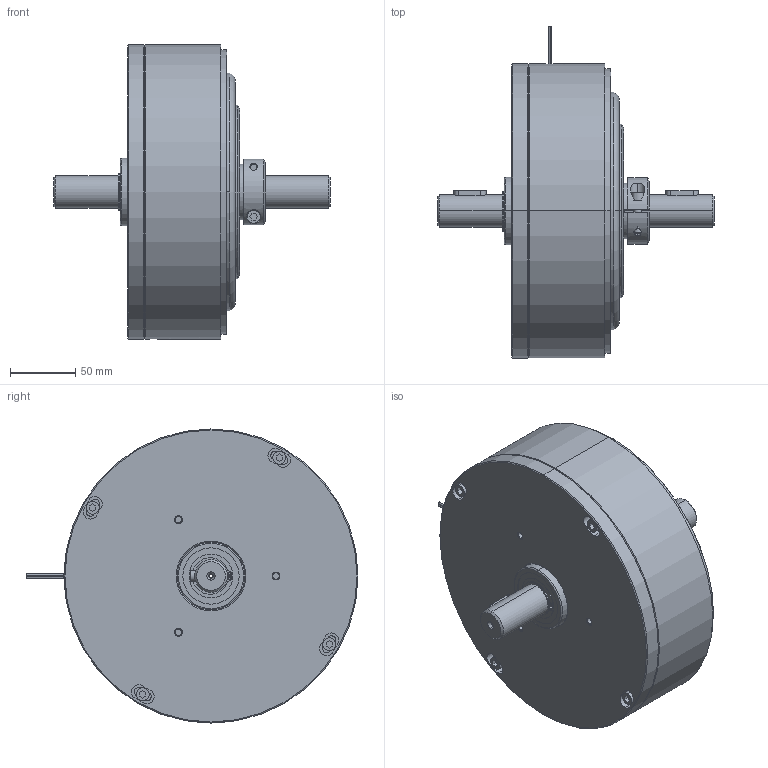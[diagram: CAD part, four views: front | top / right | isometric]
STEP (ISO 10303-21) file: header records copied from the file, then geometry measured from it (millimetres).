
FILE_DESCRIPTION (( 'STEP AP203' ), '1' );
FILE_NAME ('HB-1750M_G_EF.STEP', '2013-04-02T13:54:28', ( 'Jeff' ), ( '' ), 'SwSTEP 2.0', 'SolidWorks 2013', '' );
FILE_SCHEMA (( 'CONFIG_CONTROL_DESIGN' ));
Length unit declared in the file: inch
Products named in the file (1): HB-1750M_G_EF
Bounding box: 212.98 x 255.27 x 226.06 mm (x, y, z)
Surface area: 212660.2 mm2 (no closed solid volume)
Topology: 0 solids, 20 shells, 371 faces, 1272 edges, 936 vertices
Faces by surface type: cylinder 199, plane 84, cone 82, torus 6
Entity records: 14823 total; most frequent: CARTESIAN_POINT 3912, DIRECTION 2349, ORIENTED_EDGE 1994, EDGE_CURVE 1272, AXIS2_PLACEMENT_3D 953, VERTEX_POINT 936, CIRCLE 581, LINE 443
